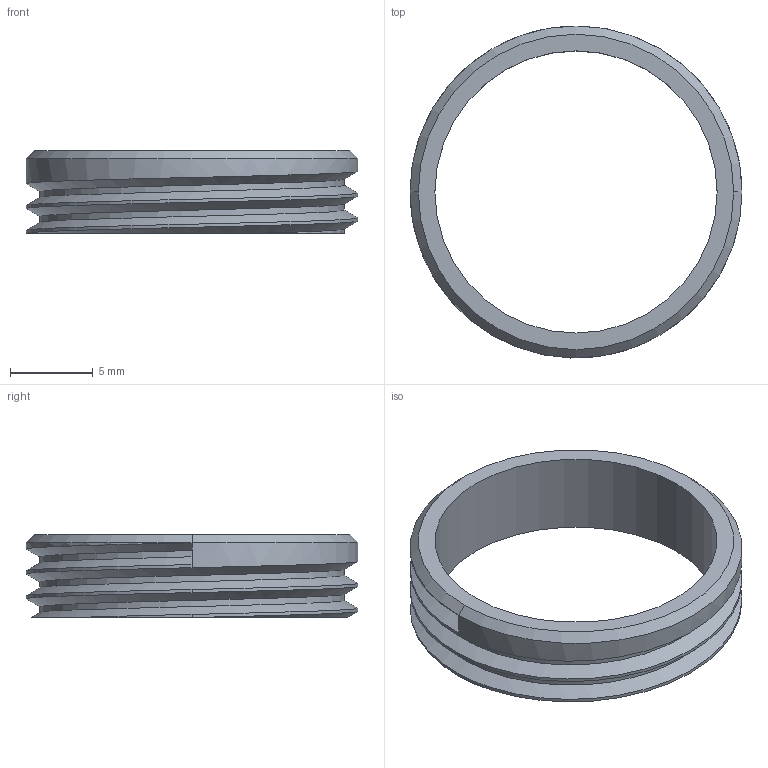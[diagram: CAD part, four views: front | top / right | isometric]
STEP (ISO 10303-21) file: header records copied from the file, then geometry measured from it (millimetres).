
FILE_DESCRIPTION (( 'STEP AP203' ), '1' );
FILE_NAME ('Bague filetée.STEP', '2024-04-30T09:38:18', ( '' ), ( '' ), 'SwSTEP 2.0', 'SolidWorks 2024', '' );
FILE_SCHEMA (( 'CONFIG_CONTROL_DESIGN' ));
Length unit declared in the file: millimetre
Products named in the file (1): Bague filetée
Bounding box: 20 x 20 x 5 mm (x, y, z)
Volume: 321.4 mm3; surface area: 843.7 mm2
Topology: 1 solids, 1 shells, 17 faces, 39 edges, 24 vertices
Faces by surface type: cylinder 9, plane 3, bspline 3, cone 2
Entity records: 1030 total; most frequent: CARTESIAN_POINT 613, ORIENTED_EDGE 78, DIRECTION 62, EDGE_CURVE 39, AXIS2_PLACEMENT_3D 24, VERTEX_POINT 24, EDGE_LOOP 19, ADVANCED_FACE 17
